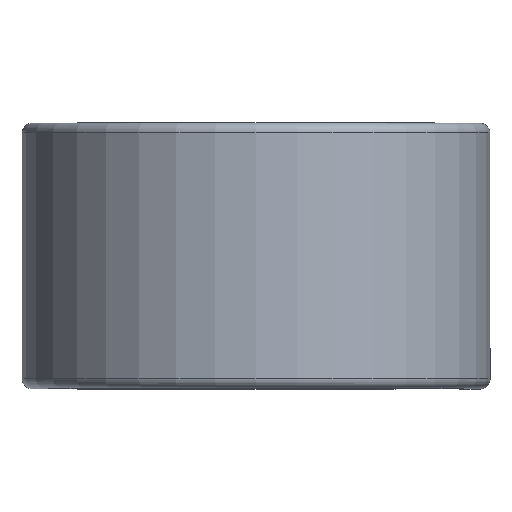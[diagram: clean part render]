
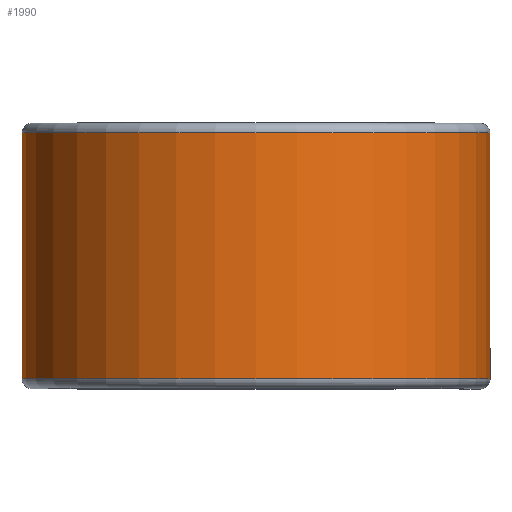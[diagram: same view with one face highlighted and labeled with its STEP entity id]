
A CAD part, top view. The second image highlights one B-rep face of the part: STEP entity #1990.
In plain terms, the highlighted cylindrical face has radius 18.186 mm (diameter 36.373 mm), a partial arc.
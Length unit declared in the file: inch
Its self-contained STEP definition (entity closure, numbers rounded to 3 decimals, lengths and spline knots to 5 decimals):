
#22 = DIRECTION ( 'NONE',  ( 0., 0., -1. ) ) ;
#188 = DIRECTION ( 'NONE',  ( 0., -1., 0. ) ) ;
#192 = CARTESIAN_POINT ( 'NONE',  ( 0.716, 0.37625, 0. ) ) ;
#208 = EDGE_CURVE ( 'NONE', #1119, #547, #1972, .T. ) ;
#261 = DIRECTION ( 'NONE',  ( 0., -1., 0. ) ) ;
#547 = VERTEX_POINT ( 'NONE', #1288 ) ;
#553 = DIRECTION ( 'NONE',  ( 0., -1., 0. ) ) ;
#588 = ORIENTED_EDGE ( 'NONE', *, *, #1505, .T. ) ;
#718 = AXIS2_PLACEMENT_3D ( 'NONE', #1655, #553, #1821 ) ;
#826 = ORIENTED_EDGE ( 'NONE', *, *, #1873, .F. ) ;
#964 = CIRCLE ( 'NONE', #2141, 0.716 ) ;
#971 = EDGE_LOOP ( 'NONE', ( #1402, #588, #2219, #826 ) ) ;
#1069 = CIRCLE ( 'NONE', #718, 0.716 ) ;
#1119 = VERTEX_POINT ( 'NONE', #1361 ) ;
#1155 = LINE ( 'NONE', #192, #2149 ) ;
#1176 = AXIS2_PLACEMENT_3D ( 'NONE', #1342, #188, #22 ) ;
#1208 = VERTEX_POINT ( 'NONE', #1885 ) ;
#1288 = CARTESIAN_POINT ( 'NONE',  ( 0., 0.37625, -0.716 ) ) ;
#1342 = CARTESIAN_POINT ( 'NONE',  ( 0., 0.375, 0. ) ) ;
#1361 = CARTESIAN_POINT ( 'NONE',  ( 0., -0.37625, -0.716 ) ) ;
#1400 = CARTESIAN_POINT ( 'NONE',  ( 0., 0.37625, 0. ) ) ;
#1402 = ORIENTED_EDGE ( 'NONE', *, *, #1974, .T. ) ;
#1505 = EDGE_CURVE ( 'NONE', #1796, #547, #964, .T. ) ;
#1511 = DIRECTION ( 'NONE',  ( 0., 1., 0. ) ) ;
#1573 = DIRECTION ( 'NONE',  ( 0., 0., -1. ) ) ;
#1655 = CARTESIAN_POINT ( 'NONE',  ( 0., -0.37625, 0. ) ) ;
#1691 = FACE_OUTER_BOUND ( 'NONE', #971, .T. ) ;
#1796 = VERTEX_POINT ( 'NONE', #2174 ) ;
#1821 = DIRECTION ( 'NONE',  ( 0., 0., -1. ) ) ;
#1873 = EDGE_CURVE ( 'NONE', #1208, #1119, #1069, .T. ) ;
#1885 = CARTESIAN_POINT ( 'NONE',  ( 0.716, -0.37625, 0. ) ) ;
#1944 = VECTOR ( 'NONE', #2311, 39.37008 ) ;
#1972 = LINE ( 'NONE', #2108, #1944 ) ;
#1974 = EDGE_CURVE ( 'NONE', #1208, #1796, #1155, .T. ) ;
#1990 = ADVANCED_FACE ( 'NONE', ( #1691 ), #2237, .T. ) ;
#2108 = CARTESIAN_POINT ( 'NONE',  ( 0., 0.37625, -0.716 ) ) ;
#2141 = AXIS2_PLACEMENT_3D ( 'NONE', #1400, #261, #1573 ) ;
#2149 = VECTOR ( 'NONE', #1511, 39.37008 ) ;
#2174 = CARTESIAN_POINT ( 'NONE',  ( 0.716, 0.37625, 0. ) ) ;
#2219 = ORIENTED_EDGE ( 'NONE', *, *, #208, .F. ) ;
#2237 = CYLINDRICAL_SURFACE ( 'NONE', #1176, 0.716 ) ;
#2311 = DIRECTION ( 'NONE',  ( 0., 1., 0. ) ) ;
